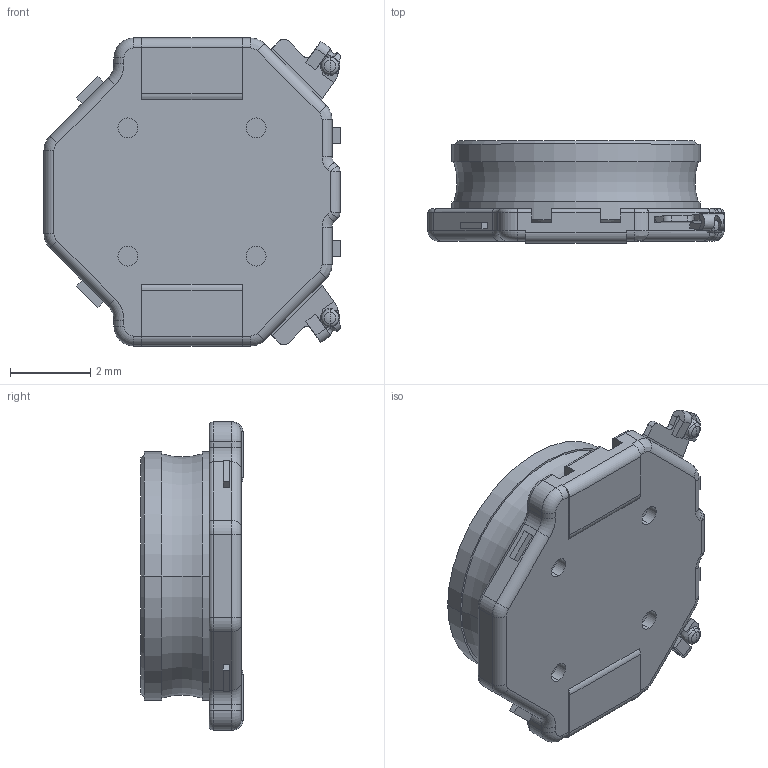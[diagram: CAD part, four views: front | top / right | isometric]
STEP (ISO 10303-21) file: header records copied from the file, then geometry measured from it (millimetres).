
FILE_DESCRIPTION((''),'2;1');
FILE_NAME('C62330-A124-A199_SW0004','2019-05-15T',('ea6265'),(''),'CREO PARAMETRIC BY PTC INC, 2017170','CREO PARAMETRIC BY PTC INC, 2017170','');
FILE_SCHEMA(('AUTOMOTIVE_DESIGN { 1 0 10303 214 1 1 1 1 }'));
Length unit declared in the file: millimetre
Products named in the file (1): C62330-A124-A199_SW0004
Bounding box: 7.4 x 2.55 x 7.7 mm (x, y, z)
Volume: 84.8 mm3; surface area: 176.5 mm2
Topology: 1 solids, 1 shells, 292 faces, 728 edges, 446 vertices
Faces by surface type: plane 142, cylinder 96, torus 27, bspline 19, cone 4, sphere 4
Entity records: 11831 total; most frequent: CARTESIAN_POINT 2537, DIRECTION 1460, ORIENTED_EDGE 1448, EDGE_CURVE 724, AXIS2_PLACEMENT_3D 529, VERTEX_POINT 446, VECTOR 402, LINE 402
